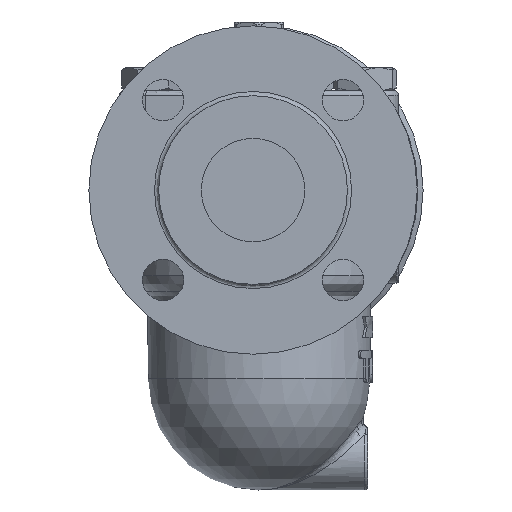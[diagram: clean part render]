
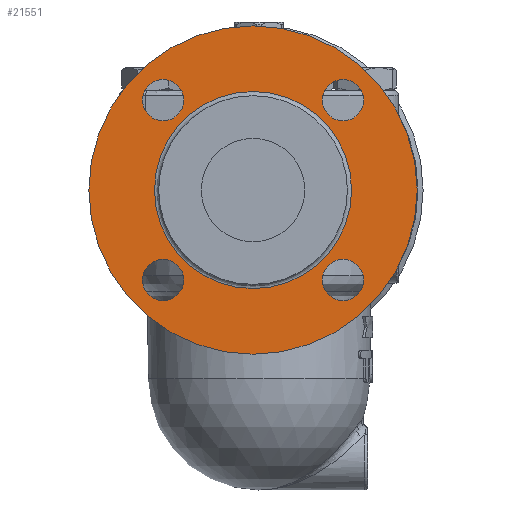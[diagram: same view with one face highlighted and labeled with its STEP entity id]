
A CAD part, left-side view. The second image highlights one B-rep face of the part: STEP entity #21551.
In plain terms, the highlighted planar face has unit normal (-1, 0, 0).
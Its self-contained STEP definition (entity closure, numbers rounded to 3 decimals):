
#20833=CARTESIAN_POINT('',(-118.4,2.295,55.5));
#20834=VERTEX_POINT('',#20833);
#20835=CARTESIAN_POINT('',(-118.4,2.295,-8.));
#20836=DIRECTION('',(1.0,0.0,0.0));
#20837=DIRECTION('',(0.0,0.0,-1.0));
#20838=AXIS2_PLACEMENT_3D('',#20835,#20836,#20837);
#20839=CIRCLE('',#20838,63.5);
#20840=EDGE_CURVE('',#20834,#20834,#20839,.T.);
#20874=CARTESIAN_POINT('',(-118.4,29.085,26.79));
#20875=VERTEX_POINT('',#20874);
#20876=CARTESIAN_POINT('',(-118.4,37.085,26.79));
#20877=DIRECTION('',(1.0,0.0,0.0));
#20878=DIRECTION('',(0.0,1.0,0.0));
#20879=AXIS2_PLACEMENT_3D('',#20876,#20877,#20878);
#20880=CIRCLE('',#20879,8.0);
#20881=EDGE_CURVE('',#20875,#20875,#20880,.T.);
#20915=CARTESIAN_POINT('',(-118.4,37.085,-34.79));
#20916=VERTEX_POINT('',#20915);
#20917=CARTESIAN_POINT('',(-118.4,37.085,-42.79));
#20918=DIRECTION('',(1.0,0.0,0.0));
#20919=DIRECTION('',(0.0,0.0,-1.0));
#20920=AXIS2_PLACEMENT_3D('',#20917,#20918,#20919);
#20921=CIRCLE('',#20920,8.0);
#20922=EDGE_CURVE('',#20916,#20916,#20921,.T.);
#20956=CARTESIAN_POINT('',(-118.4,-24.494,-42.79));
#20957=VERTEX_POINT('',#20956);
#20958=CARTESIAN_POINT('',(-118.4,-32.494,-42.79));
#20959=DIRECTION('',(1.0,0.0,0.0));
#20960=DIRECTION('',(0.0,-1.0,0.0));
#20961=AXIS2_PLACEMENT_3D('',#20958,#20959,#20960);
#20962=CIRCLE('',#20961,8.0);
#20963=EDGE_CURVE('',#20957,#20957,#20962,.T.);
#21000=CARTESIAN_POINT('',(-118.4,-32.494,18.79));
#21001=VERTEX_POINT('',#21000);
#21002=CARTESIAN_POINT('',(-118.4,-32.494,26.79));
#21003=DIRECTION('',(1.0,0.0,0.0));
#21004=DIRECTION('',(0.0,0.0,1.0));
#21005=AXIS2_PLACEMENT_3D('',#21002,#21003,#21004);
#21006=CIRCLE('',#21005,8.0);
#21007=EDGE_CURVE('',#21001,#21001,#21006,.T.);
#21505=CARTESIAN_POINT('',(-118.4,2.295,30.1));
#21506=VERTEX_POINT('',#21505);
#21507=CARTESIAN_POINT('',(-118.4,2.295,-8.));
#21508=DIRECTION('',(-1.0,0.0,0.0));
#21509=DIRECTION('',(0.0,0.0,-1.0));
#21510=AXIS2_PLACEMENT_3D('',#21507,#21508,#21509);
#21511=CIRCLE('',#21510,38.1);
#21512=EDGE_CURVE('',#21506,#21506,#21511,.T.);
#21528=CARTESIAN_POINT('',(-118.4,2.295,-8.));
#21529=DIRECTION('',(1.0,0.0,0.0));
#21530=DIRECTION('',(0.0,0.0,-1.0));
#21531=AXIS2_PLACEMENT_3D('',#21528,#21529,#21530);
#21532=PLANE('',#21531);
#21533=ORIENTED_EDGE('',*,*,#20840,.F.);
#21534=EDGE_LOOP('',(#21533));
#21535=FACE_OUTER_BOUND('',#21534,.T.);
#21536=ORIENTED_EDGE('',*,*,#20881,.T.);
#21537=EDGE_LOOP('',(#21536));
#21538=FACE_BOUND('',#21537,.T.);
#21539=ORIENTED_EDGE('',*,*,#20922,.T.);
#21540=EDGE_LOOP('',(#21539));
#21541=FACE_BOUND('',#21540,.T.);
#21542=ORIENTED_EDGE('',*,*,#20963,.T.);
#21543=EDGE_LOOP('',(#21542));
#21544=FACE_BOUND('',#21543,.T.);
#21545=ORIENTED_EDGE('',*,*,#21007,.T.);
#21546=EDGE_LOOP('',(#21545));
#21547=FACE_BOUND('',#21546,.T.);
#21548=ORIENTED_EDGE('',*,*,#21512,.F.);
#21549=EDGE_LOOP('',(#21548));
#21550=FACE_BOUND('',#21549,.T.);
#21551=ADVANCED_FACE('',(#21535,#21538,#21541,#21544,#21547,#21550),#21532,.F.);
